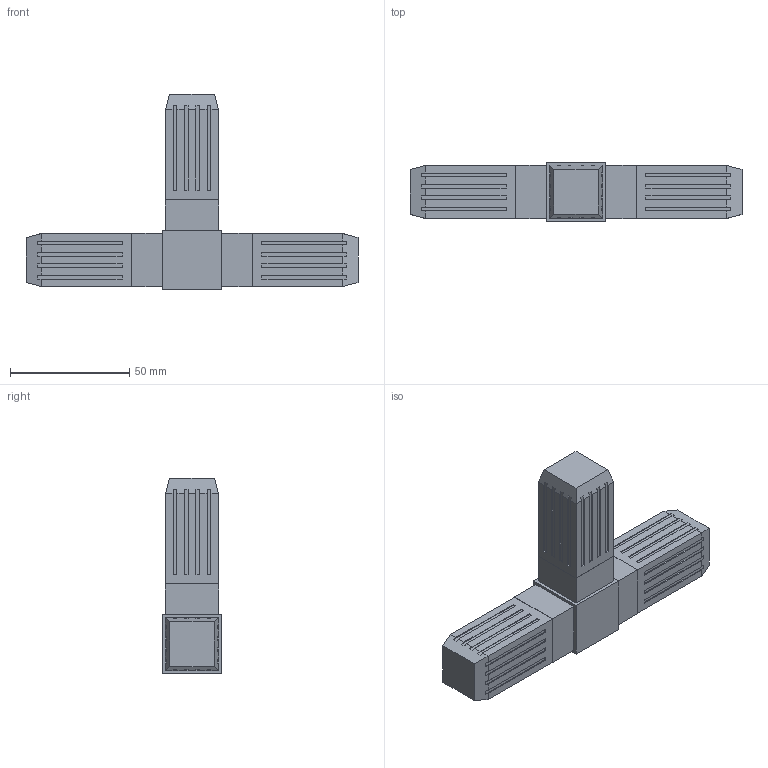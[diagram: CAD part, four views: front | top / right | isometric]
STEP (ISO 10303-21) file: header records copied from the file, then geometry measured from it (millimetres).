
FILE_DESCRIPTION(('STEP AP214'),'1');
FILE_NAME('100-304-S.stp','2014-07-06T20:44:45',(' '),(' '),'Spatial InterOp 3D',' ',' ');
FILE_SCHEMA(('automotive_design'));
Length unit declared in the file: metre
Products named in the file (2): 1; 2
Bounding box: 139.37 x 25.07 x 82.22 mm (x, y, z)
Volume: 98887.6 mm3; surface area: 19886 mm2
Topology: 1 solids, 1 shells, 240 faces, 684 edges, 453 vertices
Faces by surface type: plane 240
Entity records: 9588 total; most frequent: CARTESIAN_POINT 1379, ORIENTED_EDGE 1368, DIRECTION 1168, EDGE_CURVE 684, LINE 684, VECTOR 684, VERTEX_POINT 452, EDGE_LOOP 246
